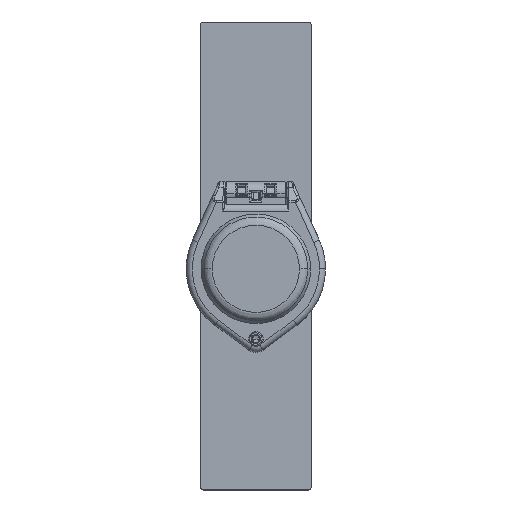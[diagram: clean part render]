
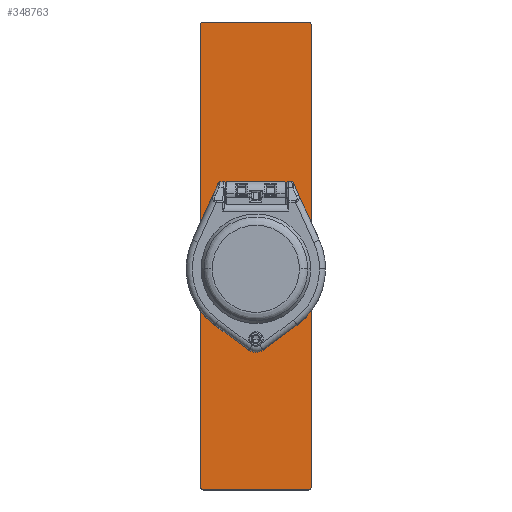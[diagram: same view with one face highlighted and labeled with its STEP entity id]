
A CAD part, top view. The second image highlights one B-rep face of the part: STEP entity #348763.
In plain terms, the highlighted planar face has unit normal (0, 0, 1).
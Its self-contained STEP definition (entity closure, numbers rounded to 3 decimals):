
#5282 = CARTESIAN_POINT ( 'NONE',  ( -56.458, -65.067, 1.524 ) ) ;
#14428 = VERTEX_POINT ( 'NONE', #201010 ) ;
#17566 = CARTESIAN_POINT ( 'NONE',  ( -56.458, 134.985, 1.524 ) ) ;
#23417 = CARTESIAN_POINT ( 'NONE',  ( -56.458, -65.067, 1.524 ) ) ;
#23655 = B_SPLINE_CURVE_WITH_KNOTS ( 'NONE', 3,
 ( #481045, #356641, #429926, #37515 ),
 .UNSPECIFIED., .F., .F.,
 ( 4, 4 ),
 ( 0., 1. ),
 .UNSPECIFIED. ) ;
#25814 = CARTESIAN_POINT ( 'NONE',  ( -104.364, 136.097, 1.524 ) ) ;
#26473 = AXIS2_PLACEMENT_3D ( 'NONE', #25814, #432330, #65031 ) ;
#33847 = LINE ( 'NONE', #401147, #450322 ) ;
#37515 = CARTESIAN_POINT ( 'NONE',  ( -104.718, 134.985, 1.524 ) ) ;
#45484 = DIRECTION ( 'NONE',  ( 1., 0., 0. ) ) ;
#46579 = CARTESIAN_POINT ( 'NONE',  ( -57.665, -66.641, 1.524 ) ) ;
#49649 = EDGE_CURVE ( 'NONE', #361108, #14428, #549998, .T. ) ;
#53523 = CIRCLE ( 'NONE', #303702, 20.955 ) ;
#65031 = DIRECTION ( 'NONE',  ( 1., 0., 0. ) ) ;
#69354 = ORIENTED_EDGE ( 'NONE', *, *, #243031, .T. ) ;
#70975 = FACE_BOUND ( 'NONE', #77667, .T. ) ;
#75740 = DIRECTION ( 'NONE',  ( 0., 0., 1. ) ) ;
#77667 = EDGE_LOOP ( 'NONE', ( #483133, #555382 ) ) ;
#81260 = ORIENTED_EDGE ( 'NONE', *, *, #517583, .T. ) ;
#93580 = CARTESIAN_POINT ( 'NONE',  ( -104.718, -65.933, 1.524 ) ) ;
#106173 = ORIENTED_EDGE ( 'NONE', *, *, #139980, .T. ) ;
#125104 = LINE ( 'NONE', #215423, #576227 ) ;
#136006 = VERTEX_POINT ( 'NONE', #201309 ) ;
#139980 = EDGE_CURVE ( 'NONE', #570189, #136006, #23655, .T. ) ;
#161117 = VERTEX_POINT ( 'NONE', #23417 ) ;
#164597 = ORIENTED_EDGE ( 'NONE', *, *, #582553, .T. ) ;
#169021 = DIRECTION ( 'NONE',  ( 1., 0., 0. ) ) ;
#172350 = DIRECTION ( 'NONE',  ( 0., 1., 0. ) ) ;
#179640 = ORIENTED_EDGE ( 'NONE', *, *, #396904, .T. ) ;
#181013 = CARTESIAN_POINT ( 'NONE',  ( -80.58, 29.32, 1.524 ) ) ;
#195267 = AXIS2_PLACEMENT_3D ( 'NONE', #530415, #75740, #169021 ) ;
#201010 = CARTESIAN_POINT ( 'NONE',  ( -103.512, -66.641, 1.524 ) ) ;
#201309 = CARTESIAN_POINT ( 'NONE',  ( -104.718, 134.985, 1.524 ) ) ;
#205197 = EDGE_CURVE ( 'NONE', #373824, #276136, #254363, .T. ) ;
#211677 = EDGE_LOOP ( 'NONE', ( #106173, #179640, #443208, #357592, #164597, #81260, #279806, #69354 ) ) ;
#215423 = CARTESIAN_POINT ( 'NONE',  ( -104.718, -65.067, 1.524 ) ) ;
#216686 = VERTEX_POINT ( 'NONE', #335844 ) ;
#221237 = B_SPLINE_CURVE_WITH_KNOTS ( 'NONE', 3,
 ( #468816, #234066, #417719, #5282 ),
 .UNSPECIFIED., .F., .F.,
 ( 4, 4 ),
 ( 0., 1. ),
 .UNSPECIFIED. ) ;
#226448 = CARTESIAN_POINT ( 'NONE',  ( -101.535, 29.32, 1.524 ) ) ;
#234066 = CARTESIAN_POINT ( 'NONE',  ( -57.001, -66.641, 1.524 ) ) ;
#243031 = EDGE_CURVE ( 'NONE', #276136, #570189, #338855, .T. ) ;
#253937 = LINE ( 'NONE', #350202, #355179 ) ;
#254363 = B_SPLINE_CURVE_WITH_KNOTS ( 'NONE', 3,
 ( #17566, #294511, #487080, #402673 ),
 .UNSPECIFIED., .F., .F.,
 ( 4, 4 ),
 ( 0., 1. ),
 .UNSPECIFIED. ) ;
#262800 = VERTEX_POINT ( 'NONE', #226448 ) ;
#276136 = VERTEX_POINT ( 'NONE', #282717 ) ;
#279806 = ORIENTED_EDGE ( 'NONE', *, *, #205197, .T. ) ;
#282717 = CARTESIAN_POINT ( 'NONE',  ( -57.665, 136.559, 1.524 ) ) ;
#294511 = CARTESIAN_POINT ( 'NONE',  ( -56.458, 135.851, 1.524 ) ) ;
#296686 = CARTESIAN_POINT ( 'NONE',  ( -103.512, 136.559, 1.524 ) ) ;
#303702 = AXIS2_PLACEMENT_3D ( 'NONE', #181013, #457932, #45484 ) ;
#312682 = CARTESIAN_POINT ( 'NONE',  ( -103.512, 136.559, 1.524 ) ) ;
#318858 = EDGE_CURVE ( 'NONE', #262800, #216686, #53523, .T. ) ;
#335844 = CARTESIAN_POINT ( 'NONE',  ( -59.625, 29.32, 1.524 ) ) ;
#336055 = FACE_OUTER_BOUND ( 'NONE', #211677, .T. ) ;
#338855 = LINE ( 'NONE', #296686, #370649 ) ;
#345360 = CARTESIAN_POINT ( 'NONE',  ( -104.718, -65.067, 1.524 ) ) ;
#348763 = ADVANCED_FACE ( 'NONE', ( #336055, #70975 ), #474479, .T. ) ;
#350202 = CARTESIAN_POINT ( 'NONE',  ( -57.665, -66.641, 1.524 ) ) ;
#350477 = CARTESIAN_POINT ( 'NONE',  ( -56.458, 134.985, 1.524 ) ) ;
#355179 = VECTOR ( 'NONE', #570097, 1000. ) ;
#356641 = CARTESIAN_POINT ( 'NONE',  ( -104.175, 136.559, 1.524 ) ) ;
#357592 = ORIENTED_EDGE ( 'NONE', *, *, #385264, .T. ) ;
#361108 = VERTEX_POINT ( 'NONE', #345360 ) ;
#370531 = CARTESIAN_POINT ( 'NONE',  ( -103.512, -66.641, 1.524 ) ) ;
#370649 = VECTOR ( 'NONE', #573658, 1000. ) ;
#373824 = VERTEX_POINT ( 'NONE', #350477 ) ;
#385264 = EDGE_CURVE ( 'NONE', #14428, #556496, #253937, .T. ) ;
#396904 = EDGE_CURVE ( 'NONE', #136006, #361108, #125104, .T. ) ;
#401147 = CARTESIAN_POINT ( 'NONE',  ( -56.458, 134.985, 1.524 ) ) ;
#402673 = CARTESIAN_POINT ( 'NONE',  ( -57.665, 136.559, 1.524 ) ) ;
#408000 = DIRECTION ( 'NONE',  ( 0., -1., 0. ) ) ;
#417719 = CARTESIAN_POINT ( 'NONE',  ( -56.458, -65.933, 1.524 ) ) ;
#429926 = CARTESIAN_POINT ( 'NONE',  ( -104.718, 135.851, 1.524 ) ) ;
#432330 = DIRECTION ( 'NONE',  ( 0., 0., 1. ) ) ;
#443208 = ORIENTED_EDGE ( 'NONE', *, *, #49649, .T. ) ;
#450322 = VECTOR ( 'NONE', #172350, 1000. ) ;
#454917 = CIRCLE ( 'NONE', #195267, 20.955 ) ;
#456748 = EDGE_CURVE ( 'NONE', #216686, #262800, #454917, .T. ) ;
#457932 = DIRECTION ( 'NONE',  ( 0., 0., 1. ) ) ;
#468816 = CARTESIAN_POINT ( 'NONE',  ( -57.665, -66.641, 1.524 ) ) ;
#474479 = PLANE ( 'NONE',  #26473 ) ;
#481045 = CARTESIAN_POINT ( 'NONE',  ( -103.512, 136.559, 1.524 ) ) ;
#483133 = ORIENTED_EDGE ( 'NONE', *, *, #318858, .F. ) ;
#487080 = CARTESIAN_POINT ( 'NONE',  ( -57.001, 136.559, 1.524 ) ) ;
#506071 = CARTESIAN_POINT ( 'NONE',  ( -104.718, -65.067, 1.524 ) ) ;
#517583 = EDGE_CURVE ( 'NONE', #161117, #373824, #33847, .T. ) ;
#530415 = CARTESIAN_POINT ( 'NONE',  ( -80.58, 29.32, 1.524 ) ) ;
#549998 = B_SPLINE_CURVE_WITH_KNOTS ( 'NONE', 3,
 ( #506071, #93580, #590486, #370531 ),
 .UNSPECIFIED., .F., .F.,
 ( 4, 4 ),
 ( 0., 1. ),
 .UNSPECIFIED. ) ;
#555382 = ORIENTED_EDGE ( 'NONE', *, *, #456748, .F. ) ;
#556496 = VERTEX_POINT ( 'NONE', #46579 ) ;
#570097 = DIRECTION ( 'NONE',  ( 1., 0., 0. ) ) ;
#570189 = VERTEX_POINT ( 'NONE', #312682 ) ;
#573658 = DIRECTION ( 'NONE',  ( -1., 0., 0. ) ) ;
#576227 = VECTOR ( 'NONE', #408000, 1000. ) ;
#582553 = EDGE_CURVE ( 'NONE', #556496, #161117, #221237, .T. ) ;
#590486 = CARTESIAN_POINT ( 'NONE',  ( -104.175, -66.641, 1.524 ) ) ;
